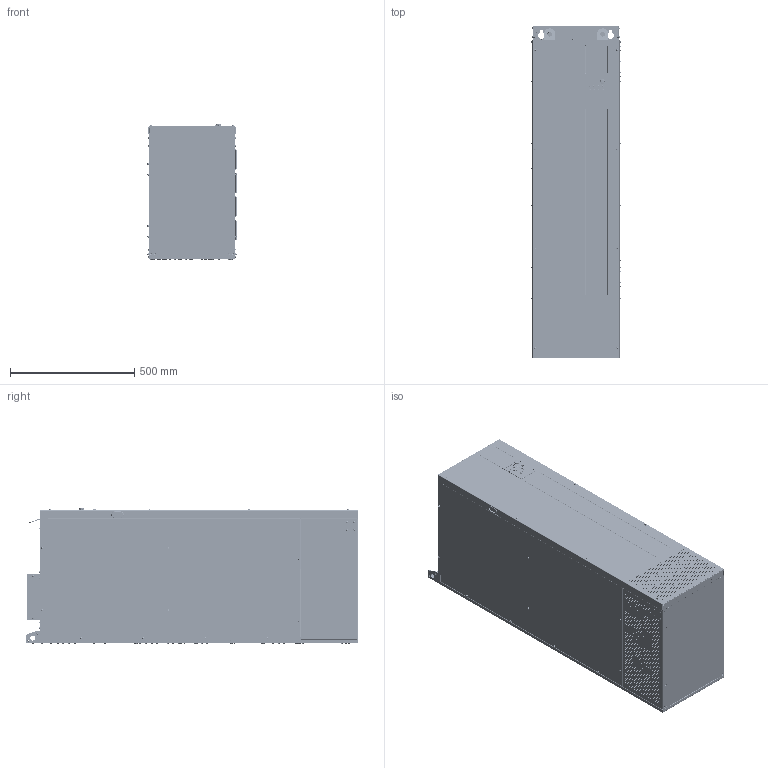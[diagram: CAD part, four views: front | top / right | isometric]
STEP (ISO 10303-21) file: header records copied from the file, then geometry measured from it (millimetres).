
FILE_DESCRIPTION (( 'STEP AP214' ), '1' );
FILE_NAME ('FC-431-J_1.STEP', '2025-04-14T09:13:04', ( '' ), ( '' ), 'SwSTEP 2.0', 'SolidWorks 2023', '' );
FILE_SCHEMA (( 'AUTOMOTIVE_DESIGN' ));
Products named in the file (1): FC-431-J_1
Bounding box: 359.41 x 1337.56 x 546.75 mm (x, y, z)
Volume: 239288505.7 mm3; surface area: 5253685.6 mm2
Topology: 1 solids, 97 shells, 8984 faces, 22389 edges, 14247 vertices
Faces by surface type: plane 4155, cylinder 3472, bspline 512, sphere 392, torus 378, cone 75
Entity records: 305211 total; most frequent: CARTESIAN_POINT 86842, DIRECTION 46091, ORIENTED_EDGE 44776, EDGE_CURVE 22388, AXIS2_PLACEMENT_3D 16827, VERTEX_POINT 14247, VECTOR 12437, LINE 12437
